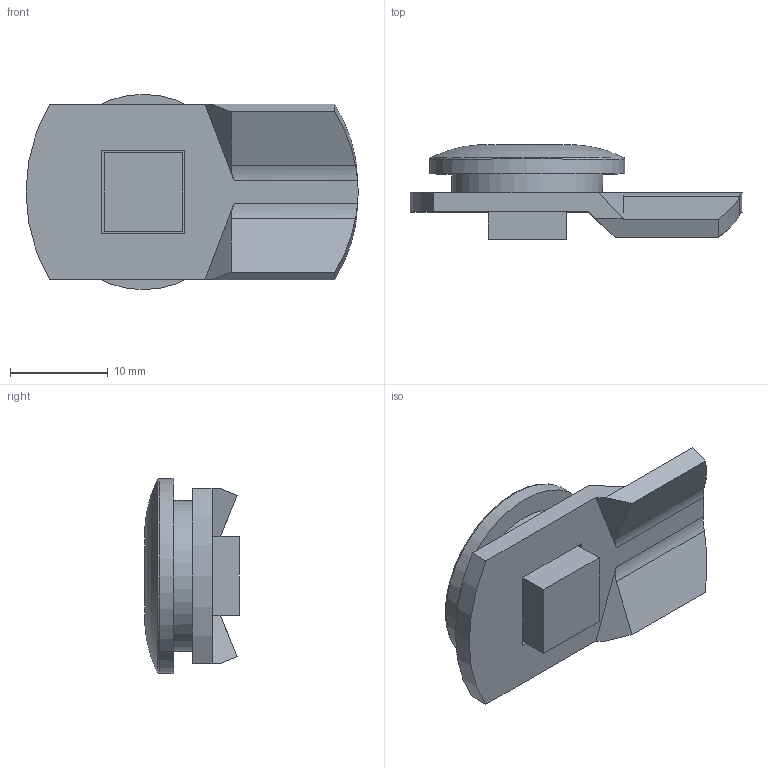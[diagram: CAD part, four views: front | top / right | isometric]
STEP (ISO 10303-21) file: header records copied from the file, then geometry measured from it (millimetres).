
FILE_DESCRIPTION (( 'STEP AP214' ), '1' );
FILE_NAME ('6065104.stp', '2021-06-23T11:58:23', ( '' ), ( '' ), 'SwSTEP 2.0', 'SolidWorks 2020', '' );
FILE_SCHEMA (( 'AUTOMOTIVE_DESIGN' ));
Length unit declared in the file: millimetre
Products named in the file (3): KTS 08.082-024; 109905_quadratisch; 6065104
Assembly tree (2 placements, depth 2):
  6065104
    109905_quadratisch
    KTS 08.082-024
Bounding box: 34 x 9.7 x 20 mm (x, y, z)
Volume: 2480.6 mm3; surface area: 2346.5 mm2
Topology: 2 solids, 2 shells, 53 faces, 130 edges, 83 vertices
Faces by surface type: plane 34, cylinder 8, cone 7, torus 2, bspline 2
Entity records: 1788 total; most frequent: CARTESIAN_POINT 390, ORIENTED_EDGE 248, DIRECTION 230, EDGE_CURVE 124, VERTEX_POINT 82, AXIS2_PLACEMENT_3D 78, LINE 74, VECTOR 74
